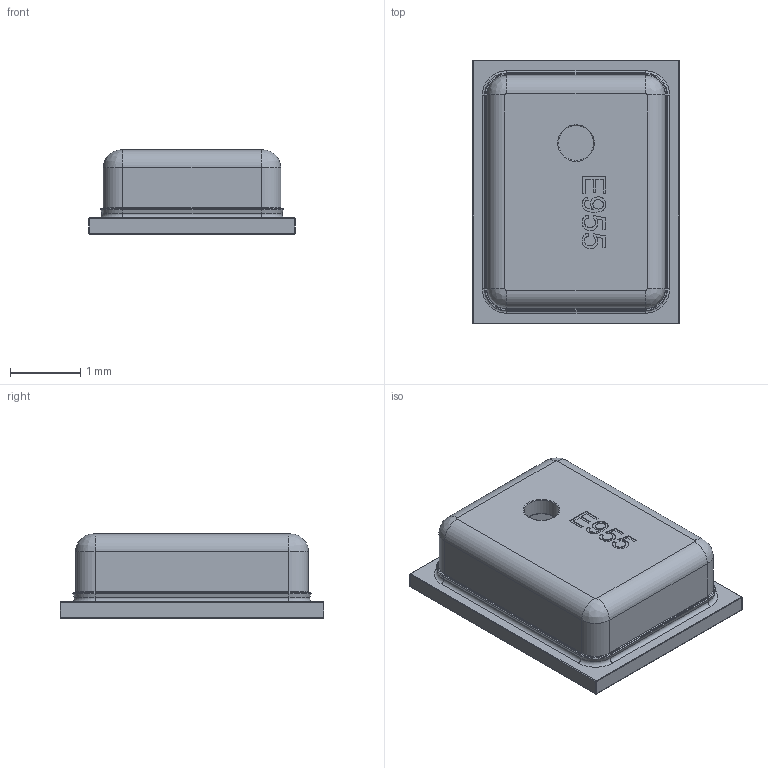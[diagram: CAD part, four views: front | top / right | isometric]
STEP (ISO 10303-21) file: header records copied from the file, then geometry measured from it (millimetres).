
FILE_DESCRIPTION(/* description */ (''),/* implementation_level */ '2;1');
FILE_NAME(/* name */ 'Knowles - SPU0410HR5H-PB.step',/* time_stamp */ '2020-04-17T14:37:35+01:00',/* author */ (''),/* organization */ (''),/* preprocessor_version */ 'ST-DEVELOPER v18.1',/* originating_system */ 'Autodesk Translation Framework v9.2.0.1227',/* authorisation */ '');
FILE_SCHEMA (('AUTOMOTIVE_DESIGN { 1 0 10303 214 3 1 1 }'));
Length unit declared in the file: millimetre
Products named in the file (1): Knowles - SPU0410HR5H-PB
Bounding box: 2.95 x 3.76 x 1.2 mm (x, y, z)
Volume: 6.3 mm3; surface area: 53.3 mm2
Topology: 1 solids, 1 shells, 196 faces, 479 edges, 294 vertices
Faces by surface type: bspline 67, plane 58, cylinder 45, torus 14, sphere 8, cone 4
Full cylindrical faces by diameter (mm): 0.5 x1, 0.8 x4
Entity records: 6413 total; most frequent: CARTESIAN_POINT 2077, ORIENTED_EDGE 950, DIRECTION 737, EDGE_CURVE 475, VERTEX_POINT 294, AXIS2_PLACEMENT_3D 250, LINE 237, VECTOR 237
